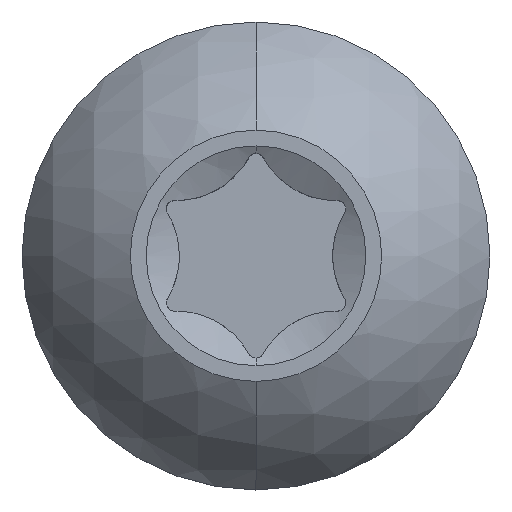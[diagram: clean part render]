
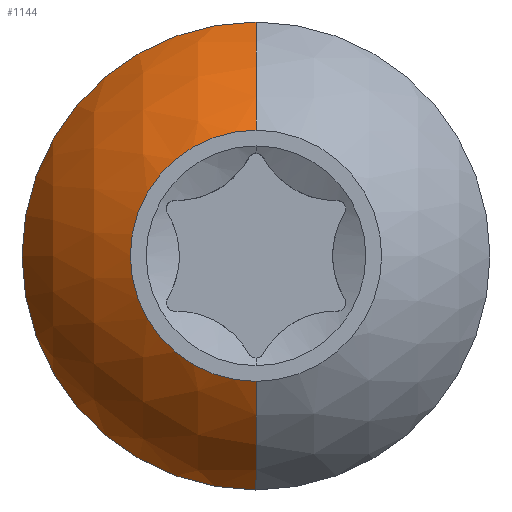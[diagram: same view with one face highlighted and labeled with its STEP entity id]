
A CAD part, top view. The second image highlights one B-rep face of the part: STEP entity #1144.
In plain terms, the highlighted spherical face has radius 2.105 mm.
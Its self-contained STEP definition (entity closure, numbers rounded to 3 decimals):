
#26 = CIRCLE ( 'NONE', #3927, 2.105 ) ;
#93 = DIRECTION ( 'NONE',  ( 0., 0., 1. ) ) ;
#273 = DIRECTION ( 'NONE',  ( 1., 0., 0. ) ) ;
#319 = AXIS2_PLACEMENT_3D ( 'NONE', #2687, #93, #2970 ) ;
#417 = VERTEX_POINT ( 'NONE', #1281 ) ;
#540 = DIRECTION ( 'NONE',  ( 1., 0., 0. ) ) ;
#541 = VERTEX_POINT ( 'NONE', #3289 ) ;
#610 = VERTEX_POINT ( 'NONE', #2969 ) ;
#728 = AXIS2_PLACEMENT_3D ( 'NONE', #2690, #3677, #3589 ) ;
#867 = CIRCLE ( 'NONE', #319, 1.9 ) ;
#919 = ORIENTED_EDGE ( 'NONE', *, *, #938, .T. ) ;
#938 = EDGE_CURVE ( 'NONE', #3610, #417, #1017, .T. ) ;
#1017 = CIRCLE ( 'NONE', #1384, 1.9 ) ;
#1060 = ORIENTED_EDGE ( 'NONE', *, *, #2838, .F. ) ;
#1144 = ADVANCED_FACE ( 'NONE', ( #2041 ), #1317, .T. ) ;
#1178 = DIRECTION ( 'NONE',  ( 0., 0., 1. ) ) ;
#1222 = AXIS2_PLACEMENT_3D ( 'NONE', #2923, #1690, #1979 ) ;
#1270 = EDGE_LOOP ( 'NONE', ( #3192, #3783, #1060, #2053, #919 ) ) ;
#1273 = DIRECTION ( 'NONE',  ( 1., 0., 0. ) ) ;
#1281 = CARTESIAN_POINT ( 'NONE',  ( -1.9, 0., -0.935 ) ) ;
#1317 = SPHERICAL_SURFACE ( 'NONE', #728, 2.105 ) ;
#1384 = AXIS2_PLACEMENT_3D ( 'NONE', #3389, #1178, #540 ) ;
#1627 = CIRCLE ( 'NONE', #1222, 2.105 ) ;
#1657 = CARTESIAN_POINT ( 'NONE',  ( 0., 0., -1.841 ) ) ;
#1688 = EDGE_CURVE ( 'NONE', #3610, #541, #26, .T. ) ;
#1690 = DIRECTION ( 'NONE',  ( -1., 0., 0. ) ) ;
#1829 = DIRECTION ( 'NONE',  ( 0., 0., 1. ) ) ;
#1979 = DIRECTION ( 'NONE',  ( 0., -1., 0. ) ) ;
#2041 = FACE_OUTER_BOUND ( 'NONE', #1270, .T. ) ;
#2053 = ORIENTED_EDGE ( 'NONE', *, *, #1688, .F. ) ;
#2089 = AXIS2_PLACEMENT_3D ( 'NONE', #3096, #1829, #273 ) ;
#2255 = EDGE_CURVE ( 'NONE', #610, #3077, #1627, .T. ) ;
#2425 = EDGE_CURVE ( 'NONE', #417, #610, #867, .T. ) ;
#2654 = CARTESIAN_POINT ( 'NONE',  ( 0., 1.9, -0.935 ) ) ;
#2687 = CARTESIAN_POINT ( 'NONE',  ( 0., 0., -0.935 ) ) ;
#2690 = CARTESIAN_POINT ( 'NONE',  ( 0., 0., -1.841 ) ) ;
#2838 = EDGE_CURVE ( 'NONE', #541, #3077, #2854, .T. ) ;
#2854 = CIRCLE ( 'NONE', #2089, 1.02 ) ;
#2923 = CARTESIAN_POINT ( 'NONE',  ( 0., 0., -1.841 ) ) ;
#2969 = CARTESIAN_POINT ( 'NONE',  ( 0., -1.9, -0.935 ) ) ;
#2970 = DIRECTION ( 'NONE',  ( 1., 0., 0. ) ) ;
#3077 = VERTEX_POINT ( 'NONE', #3573 ) ;
#3096 = CARTESIAN_POINT ( 'NONE',  ( 0., 0., 0. ) ) ;
#3192 = ORIENTED_EDGE ( 'NONE', *, *, #2425, .T. ) ;
#3233 = DIRECTION ( 'NONE',  ( 0., 0., -1. ) ) ;
#3289 = CARTESIAN_POINT ( 'NONE',  ( 0., 1.02, 0. ) ) ;
#3389 = CARTESIAN_POINT ( 'NONE',  ( 0., 0., -0.935 ) ) ;
#3573 = CARTESIAN_POINT ( 'NONE',  ( 0., -1.02, 0. ) ) ;
#3589 = DIRECTION ( 'NONE',  ( 0., 1., 0. ) ) ;
#3610 = VERTEX_POINT ( 'NONE', #2654 ) ;
#3677 = DIRECTION ( 'NONE',  ( -1., 0., 0. ) ) ;
#3783 = ORIENTED_EDGE ( 'NONE', *, *, #2255, .T. ) ;
#3927 = AXIS2_PLACEMENT_3D ( 'NONE', #1657, #1273, #3233 ) ;
